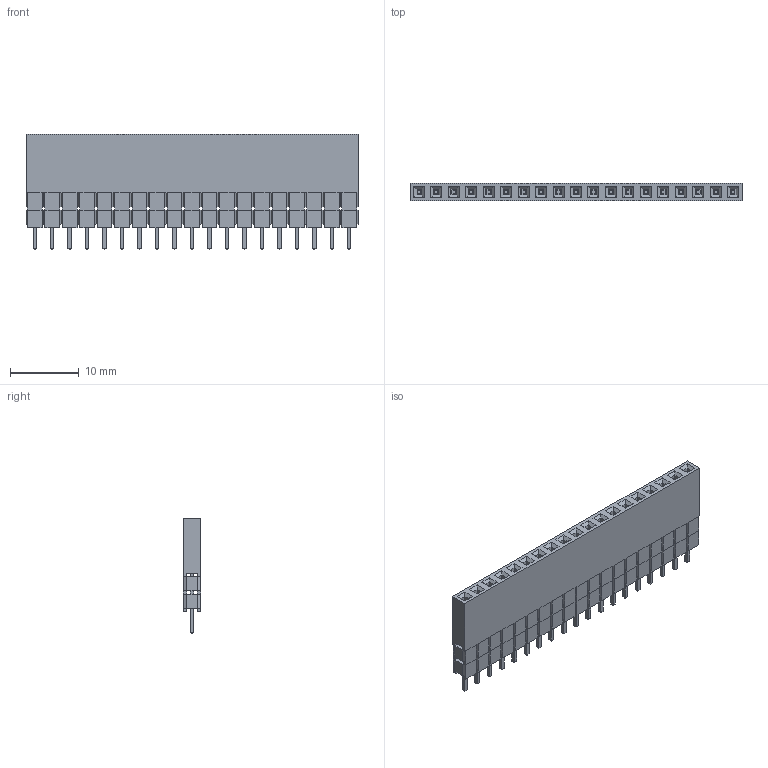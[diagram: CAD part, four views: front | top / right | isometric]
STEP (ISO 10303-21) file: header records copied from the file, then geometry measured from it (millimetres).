
FILE_DESCRIPTION(('FreeCAD Model'),'2;1');
FILE_NAME('Socket_Strip_Straight_L13.6_P2.5_01x19.step','2019-08-27T02:50:42',('Author'),(''), 'Open CASCADE STEP processor 6.8','FreeCAD','Unknown');
FILE_SCHEMA(('AUTOMOTIVE_DESIGN { 1 0 10303 214 1 1 1 1 }'));
Length unit declared in the file: millimetre
Products named in the file (1): Socket_Strip_Straight_L13.6_P2.5_01x19
Bounding box: 48.26 x 2.54 x 16.78 mm (x, y, z)
Volume: 1466.3 mm3; surface area: 2712.2 mm2
Topology: 1 solids, 1 shells, 1211 faces, 2956 edges, 1692 vertices
Faces by surface type: plane 1211
Entity records: 42529 total; most frequent: ORIENTED_EDGE 5912, CARTESIAN_POINT 5860, DIRECTION 5380, EDGE_CURVE 2956, LINE 2956, VECTOR 2956, VERTEX_POINT 1692, FACE_BOUND 1344
